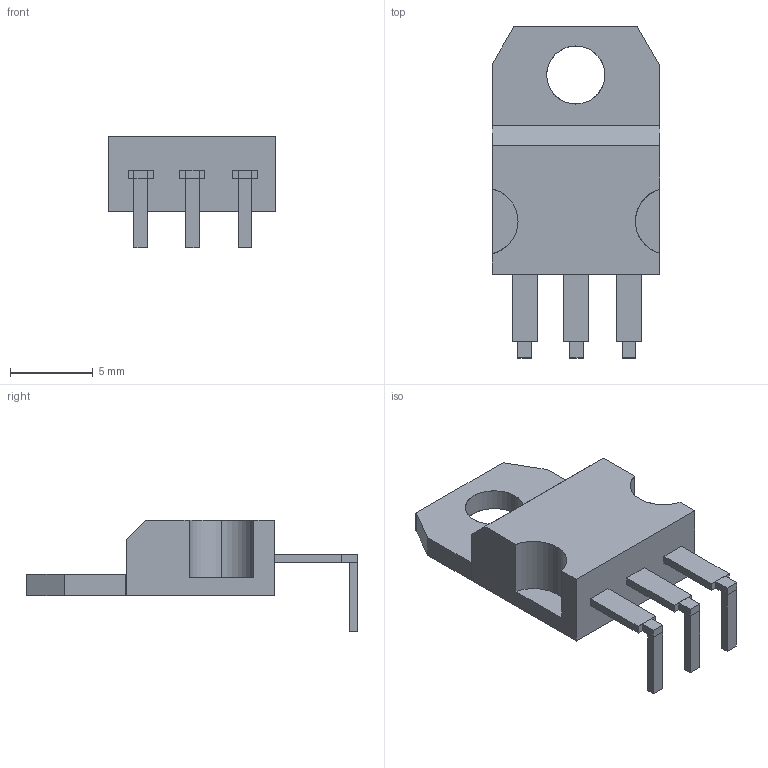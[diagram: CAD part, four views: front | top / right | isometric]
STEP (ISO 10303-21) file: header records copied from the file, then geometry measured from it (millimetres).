
FILE_DESCRIPTION(/* description */ (''),/* implementation_level */ '2;1');
FILE_NAME(/* name */ 'TO-220_Bent.step',/* time_stamp */ '2019-02-22T11:12:12-08:00',/* author */ (''),/* organization */ (''),/* preprocessor_version */ 'ST-DEVELOPER v17.2',/* originating_system */ 'Autodesk Translation Framework v7.6.0.251',/* authorisation */ '');
FILE_SCHEMA (('AUTOMOTIVE_DESIGN { 1 0 10303 214 3 1 1 }'));
Length unit declared in the file: millimetre
Products named in the file (2): 7812 ST Deitado; 7812 ST Deitado_1
Assembly tree (1 placements, depth 2):
  7812 ST Deitado
    7812 ST Deitado_1
Bounding box: 10.11 x 20 x 6.73 mm (x, y, z)
Surface area: 600.3 mm2 (no closed solid volume)
Topology: 0 solids, 81 shells, 81 faces, 362 edges, 361 vertices
Faces by surface type: plane 77, cylinder 4
Full cylindrical faces by diameter (mm): 3.5 x1
Entity records: 4004 total; most frequent: CARTESIAN_POINT 927, DIRECTION 537, ORIENTED_EDGE 363, EDGE_CURVE 362, VERTEX_POINT 361, LINE 345, VECTOR 345, STYLED_ITEM 101
